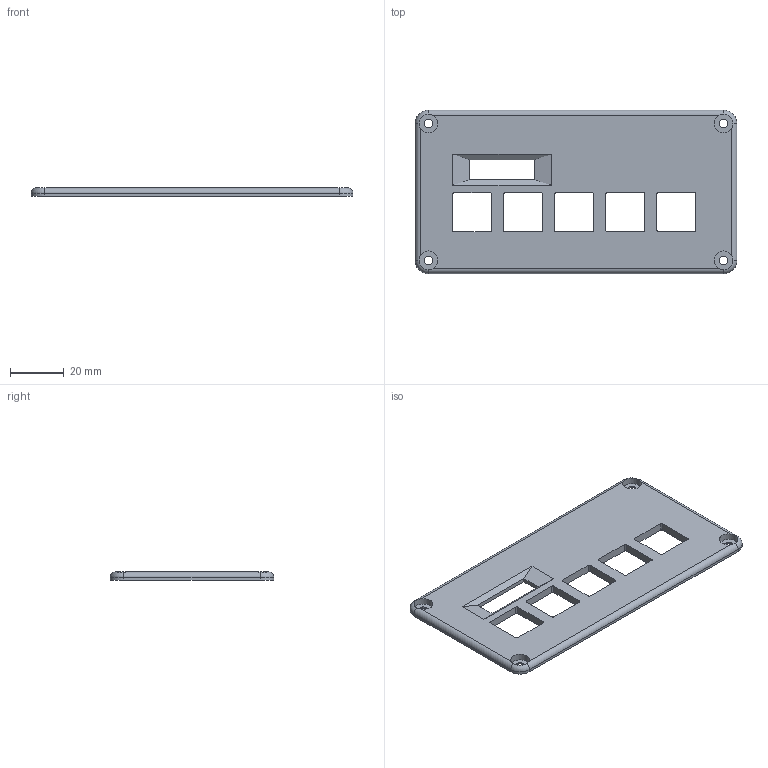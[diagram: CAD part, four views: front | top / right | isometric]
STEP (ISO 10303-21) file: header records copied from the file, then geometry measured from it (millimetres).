
FILE_DESCRIPTION(/* description */ ('','CAx-IF Rec.Pracs.---Representation and Presentation of Product Manufacturing Information (PMI)---4.0---2014-10-13'),/* implementation_level */ '2;1');
FILE_NAME(/* name */ 'linus ide toolbar Plate.step',/* time_stamp */ '2025-02-06T21:54:20+01:00',/* author */ (''),/* organization */ (''),/* preprocessor_version */ 'ST-DEVELOPER v20',/* originating_system */ 'Autodesk Translation Framework v13.20.0.188',/* authorisation */ '');
FILE_SCHEMA (('AP242_MANAGED_MODEL_BASED_3D_ENGINEERING_MIM_LF { 1 0 10303 442 1 1 4 }'));
Length unit declared in the file: millimetre
Products named in the file (1): Plate
Bounding box: 120 x 61 x 3 mm (x, y, z)
Volume: 17316.9 mm3; surface area: 14065.5 mm2
Topology: 1 solids, 1 shells, 345 faces, 949 edges, 628 vertices
Faces by surface type: bspline 158, plane 147, cylinder 36, torus 4
Full cylindrical faces by diameter (mm): 3.2 x4, 7 x4
Entity records: 12473 total; most frequent: CARTESIAN_POINT 4649, ORIENTED_EDGE 1898, DIRECTION 1079, EDGE_CURVE 949, VERTEX_POINT 628, LINE 547, VECTOR 547, EDGE_LOOP 387
